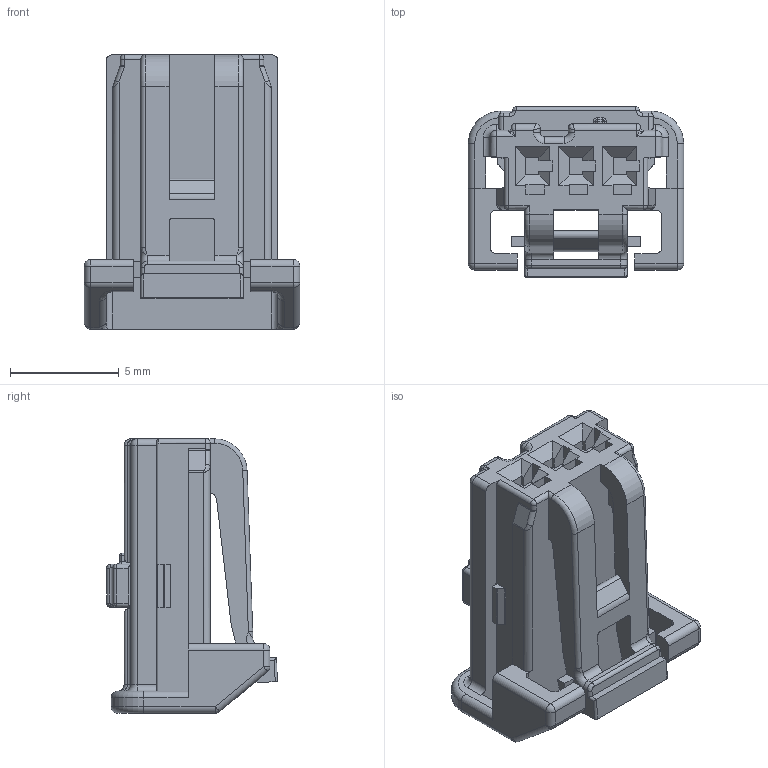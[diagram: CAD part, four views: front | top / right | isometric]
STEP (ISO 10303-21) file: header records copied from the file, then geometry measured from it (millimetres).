
FILE_DESCRIPTION((''),'2;1');
FILE_NAME('KM1700102_020_D_3F_HSG_12','2019-07-18T',('drkoo'),(''),'CREO PARAMETRIC BY PTC INC, 2017300','CREO PARAMETRIC BY PTC INC, 2017300','');
FILE_SCHEMA(('CONFIG_CONTROL_DESIGN'));
Length unit declared in the file: millimetre
Products named in the file (1): KM1700102_020_D_3F_HSG_12
Bounding box: 9.9 x 7.84 x 12.6 mm (x, y, z)
Volume: 422.2 mm3; surface area: 637 mm2
Topology: 1 solids, 1 shells, 511 faces, 1365 edges, 852 vertices
Faces by surface type: plane 314, cylinder 133, bspline 32, torus 20, sphere 12
Entity records: 17265 total; most frequent: CARTESIAN_POINT 4665, ORIENTED_EDGE 2710, DIRECTION 2491, EDGE_CURVE 1355, VECTOR 1011, LINE 1011, VERTEX_POINT 852, AXIS2_PLACEMENT_3D 740
